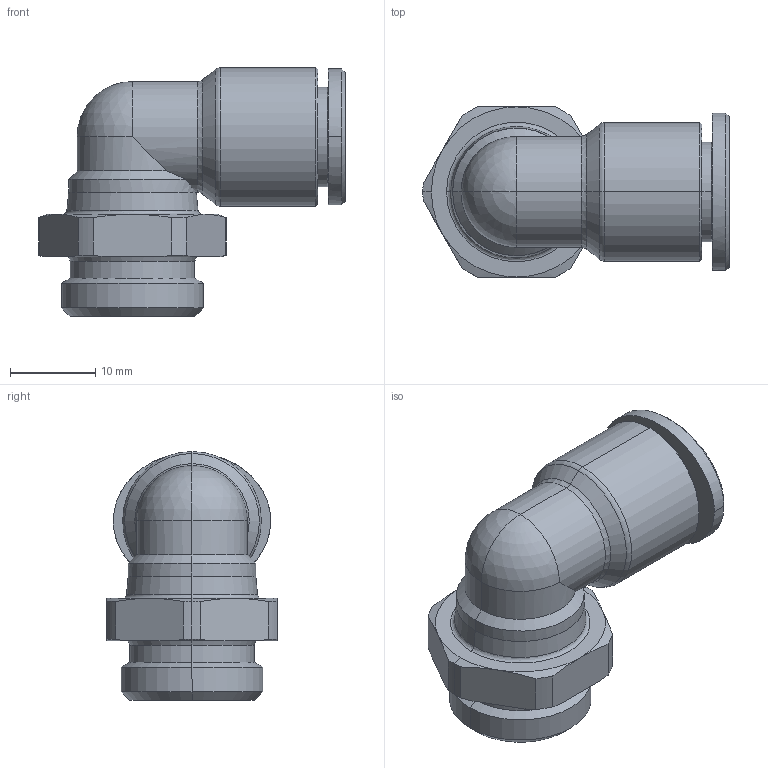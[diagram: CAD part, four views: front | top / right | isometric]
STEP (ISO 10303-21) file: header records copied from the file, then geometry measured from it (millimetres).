
FILE_DESCRIPTION((''),'2;1');
FILE_NAME('GPL 10G03(3D).stp','2012-12-21T10:20:02',(''),(''),'Mechanical Desktop.R8.0.24.0','Mechanical Desktop.R8.0.24.0',', , ');
FILE_SCHEMA(('CONFIG_CONTROL_DESIGN'));
Length unit declared in the file: millimetre
Products named in the file (2): GPL 10G03(3D); ºÎÇ°1
Assembly tree (1 placements, depth 2):
  GPL 10G03(3D)
    ºÎÇ°1
Bounding box: 36 x 20 x 29.25 mm (x, y, z)
Volume: 6395.7 mm3; surface area: 4147.4 mm2
Topology: 1 solids, 1 shells, 473 faces, 1319 edges, 862 vertices
Faces by surface type: plane 390, cone 40, cylinder 27, bspline 12, sphere 2, torus 2
Entity records: 15495 total; most frequent: CARTESIAN_POINT 3327, ORIENTED_EDGE 2630, DIRECTION 2304, EDGE_CURVE 1315, VECTOR 1166, LINE 1166, VERTEX_POINT 862, AXIS2_PLACEMENT_3D 569
